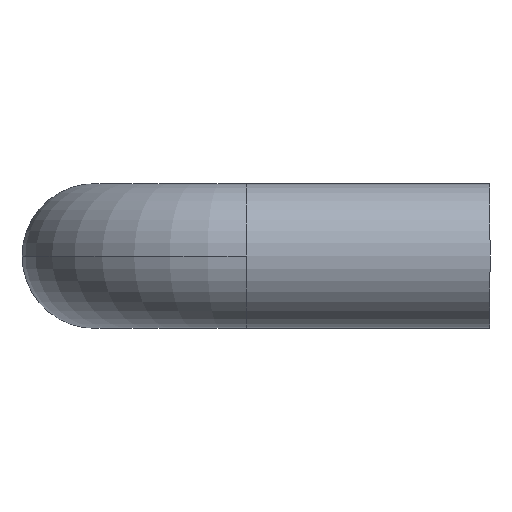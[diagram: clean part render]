
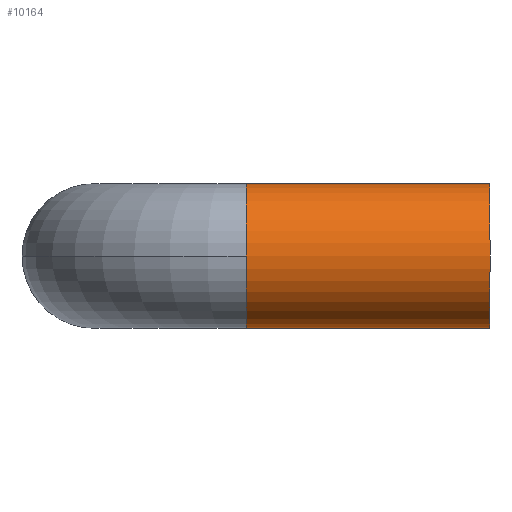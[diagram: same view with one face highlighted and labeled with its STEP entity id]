
A CAD part, left-side view. The second image highlights one B-rep face of the part: STEP entity #10164.
In plain terms, the highlighted cylindrical face has radius 4.75 mm (diameter 9.5 mm), a partial arc.
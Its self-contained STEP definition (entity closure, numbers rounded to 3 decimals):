
#115 = DIRECTION ( 'NONE',  ( 0., -1., 0. ) ) ;
#248 = EDGE_CURVE ( 'NONE', #2215, #8384, #9306, .T. ) ;
#810 = AXIS2_PLACEMENT_3D ( 'NONE', #7010, #2974, #7864 ) ;
#1013 = DIRECTION ( 'NONE',  ( 0., 0., 1. ) ) ;
#1096 = VERTEX_POINT ( 'NONE', #3446 ) ;
#1764 = VECTOR ( 'NONE', #2460, 1000. ) ;
#1846 = LINE ( 'NONE', #5128, #6757 ) ;
#1996 = CIRCLE ( 'NONE', #810, 4.75 ) ;
#2111 = EDGE_CURVE ( 'NONE', #7387, #1096, #1996, .T. ) ;
#2159 = ORIENTED_EDGE ( 'NONE', *, *, #2221, .T. ) ;
#2215 = VERTEX_POINT ( 'NONE', #4336 ) ;
#2221 = EDGE_CURVE ( 'NONE', #8384, #1096, #1846, .T. ) ;
#2254 = CYLINDRICAL_SURFACE ( 'NONE', #7245, 4.75 ) ;
#2460 = DIRECTION ( 'NONE',  ( 0., -1., 0. ) ) ;
#2624 = CARTESIAN_POINT ( 'NONE',  ( 0., 16., 0. ) ) ;
#2765 = EDGE_CURVE ( 'NONE', #4603, #2215, #4888, .T. ) ;
#2974 = DIRECTION ( 'NONE',  ( 0., -1., 0. ) ) ;
#3304 = ORIENTED_EDGE ( 'NONE', *, *, #2111, .F. ) ;
#3446 = CARTESIAN_POINT ( 'NONE',  ( 0., 0., -4.75 ) ) ;
#3741 = FACE_OUTER_BOUND ( 'NONE', #10333, .T. ) ;
#4235 = DIRECTION ( 'NONE',  ( 0., -1., 0. ) ) ;
#4336 = CARTESIAN_POINT ( 'NONE',  ( -4.75, 16., 0. ) ) ;
#4579 = DIRECTION ( 'NONE',  ( 0., 0., -1. ) ) ;
#4603 = VERTEX_POINT ( 'NONE', #5737 ) ;
#4888 = CIRCLE ( 'NONE', #7102, 4.75 ) ;
#5108 = DIRECTION ( 'NONE',  ( 0., 0., 1. ) ) ;
#5128 = CARTESIAN_POINT ( 'NONE',  ( 0., 16., -4.75 ) ) ;
#5374 = DIRECTION ( 'NONE',  ( 0., -1., 0. ) ) ;
#5636 = CARTESIAN_POINT ( 'NONE',  ( 0., 16., -4.75 ) ) ;
#5737 = CARTESIAN_POINT ( 'NONE',  ( 0., 16., 4.75 ) ) ;
#6493 = LINE ( 'NONE', #8833, #1764 ) ;
#6640 = ORIENTED_EDGE ( 'NONE', *, *, #248, .T. ) ;
#6659 = CARTESIAN_POINT ( 'NONE',  ( 0., 16., 0. ) ) ;
#6757 = VECTOR ( 'NONE', #4235, 1000. ) ;
#6980 = CARTESIAN_POINT ( 'NONE',  ( 0., 16., 0. ) ) ;
#7010 = CARTESIAN_POINT ( 'NONE',  ( 0., 0., 0. ) ) ;
#7102 = AXIS2_PLACEMENT_3D ( 'NONE', #2624, #9817, #5108 ) ;
#7245 = AXIS2_PLACEMENT_3D ( 'NONE', #6980, #5374, #4579 ) ;
#7387 = VERTEX_POINT ( 'NONE', #9265 ) ;
#7496 = ORIENTED_EDGE ( 'NONE', *, *, #2765, .T. ) ;
#7864 = DIRECTION ( 'NONE',  ( 0., 0., 1. ) ) ;
#8117 = AXIS2_PLACEMENT_3D ( 'NONE', #6659, #115, #1013 ) ;
#8172 = EDGE_CURVE ( 'NONE', #4603, #7387, #6493, .T. ) ;
#8384 = VERTEX_POINT ( 'NONE', #5636 ) ;
#8833 = CARTESIAN_POINT ( 'NONE',  ( 0., 16., 4.75 ) ) ;
#9265 = CARTESIAN_POINT ( 'NONE',  ( 0., 0., 4.75 ) ) ;
#9306 = CIRCLE ( 'NONE', #8117, 4.75 ) ;
#9817 = DIRECTION ( 'NONE',  ( 0., -1., 0. ) ) ;
#10164 = ADVANCED_FACE ( 'NONE', ( #3741 ), #2254, .T. ) ;
#10213 = ORIENTED_EDGE ( 'NONE', *, *, #8172, .F. ) ;
#10333 = EDGE_LOOP ( 'NONE', ( #10213, #7496, #6640, #2159, #3304 ) ) ;
